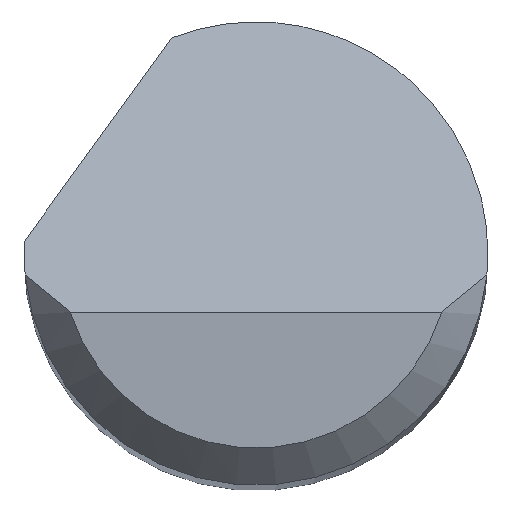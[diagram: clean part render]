
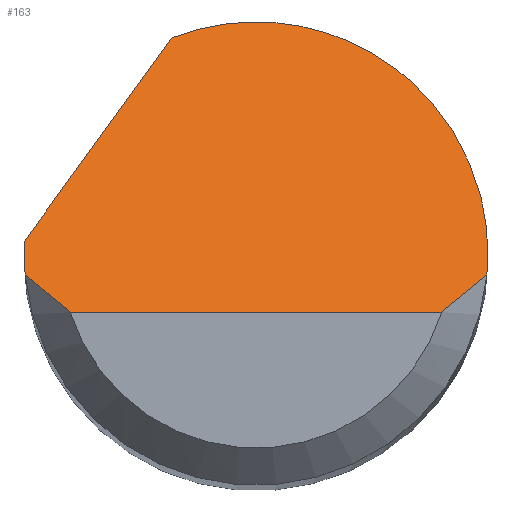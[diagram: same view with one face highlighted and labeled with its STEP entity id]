
A CAD part, top view. The second image highlights one B-rep face of the part: STEP entity #163.
In plain terms, the highlighted planar face has unit normal (0, 0.707, 0.707).
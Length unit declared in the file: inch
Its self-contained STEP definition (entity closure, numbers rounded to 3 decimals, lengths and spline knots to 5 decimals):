
#2 = ORIENTED_EDGE ( 'NONE', *, *, #193, .F. ) ;
#6 = CARTESIAN_POINT ( 'NONE',  ( 0.09375, 0., 1.47625 ) ) ;
#11 = CARTESIAN_POINT ( 'NONE',  ( 0.09361, -0.00584, 1.48209 ) ) ;
#16 = EDGE_CURVE ( 'NONE', #133, #156, #388, .T. ) ;
#29 = CARTESIAN_POINT ( 'NONE',  ( -0.07508, -0.02375, 1.5 ) ) ;
#40 = DIRECTION ( 'NONE',  ( 0., -0.707, -0.707 ) ) ;
#41 = VECTOR ( 'NONE', #507, 39.37008 ) ;
#46 = ORIENTED_EDGE ( 'NONE', *, *, #85, .T. ) ;
#54 = AXIS2_PLACEMENT_3D ( 'NONE', #545, #40, #270 ) ;
#85 = EDGE_CURVE ( 'NONE', #101, #375, #230, .T. ) ;
#95 = PLANE ( 'NONE',  #54 ) ;
#96 = EDGE_CURVE ( 'NONE', #375, #605, #151, .T. ) ;
#101 = VERTEX_POINT ( 'NONE', #183 ) ;
#120 = CARTESIAN_POINT ( 'NONE',  ( -0.09375, -0.00292, 1.47917 ) ) ;
#124 = CARTESIAN_POINT ( 'NONE',  ( 0.09334, -0.00875, 1.485 ) ) ;
#132 = CARTESIAN_POINT ( 'NONE',  ( -0.09375, 0.00167, 1.47458 ) ) ;
#133 = VERTEX_POINT ( 'NONE', #439 ) ;
#134 = CARTESIAN_POINT ( 'NONE',  ( -0.09375, 0., 1.47625 ) ) ;
#140 = CARTESIAN_POINT ( 'NONE',  ( -0.09334, -0.00875, 1.485 ) ) ;
#142 = B_SPLINE_CURVE_WITH_KNOTS ( 'NONE', 3,
 ( #140, #200, #705, #29 ),
 .UNSPECIFIED., .F., .F.,
 ( 4, 4 ),
 ( 0., 0.00071 ),
 .UNSPECIFIED. ) ;
#145 = CARTESIAN_POINT ( 'NONE',  ( 0.07508, -0.02375, 1.5 ) ) ;
#151 = B_SPLINE_CURVE_WITH_KNOTS ( 'NONE', 3,
 ( #680, #227, #398, #348 ),
 .UNSPECIFIED., .F., .F.,
 ( 4, 4 ),
 ( 0., 0.00071 ),
 .UNSPECIFIED. ) ;
#156 = VERTEX_POINT ( 'NONE', #604 ) ;
#160 =( BOUNDED_CURVE ( )  B_SPLINE_CURVE ( 3, ( #701, #353, #11, #356 ),
 .UNSPECIFIED., .F., .T. ) 
 B_SPLINE_CURVE_WITH_KNOTS ( ( 4, 4 ),
 ( 1.5708, 1.66427 ),
 .UNSPECIFIED. ) 
 CURVE ( )  GEOMETRIC_REPRESENTATION_ITEM ( )  RATIONAL_B_SPLINE_CURVE ( ( 1., 0.999, 0.999, 1. ) ) 
 REPRESENTATION_ITEM ( '' )  );
#163 = ADVANCED_FACE ( 'NONE', ( #262 ), #95, .F. ) ;
#175 = CARTESIAN_POINT ( 'NONE',  ( -0.03394, 0.08739, 1.38886 ) ) ;
#183 = CARTESIAN_POINT ( 'NONE',  ( -0.07508, -0.02375, 1.5 ) ) ;
#188 = CARTESIAN_POINT ( 'NONE',  ( -0.09361, -0.00584, 1.48209 ) ) ;
#193 = EDGE_CURVE ( 'NONE', #156, #671, #259, .T. ) ;
#200 = CARTESIAN_POINT ( 'NONE',  ( -0.08761, -0.01397, 1.49022 ) ) ;
#205 = ORIENTED_EDGE ( 'NONE', *, *, #379, .F. ) ;
#227 = CARTESIAN_POINT ( 'NONE',  ( 0.08157, -0.019, 1.49525 ) ) ;
#230 = LINE ( 'NONE', #458, #617 ) ;
#244 = ORIENTED_EDGE ( 'NONE', *, *, #650, .F. ) ;
#245 = CARTESIAN_POINT ( 'NONE',  ( -0.09371, 0.00333, 1.47292 ) ) ;
#259 =( BOUNDED_CURVE ( )  B_SPLINE_CURVE ( 3, ( #175, #503, #681, #6 ),
 .UNSPECIFIED., .F., .T. ) 
 B_SPLINE_CURVE_WITH_KNOTS ( ( 4, 4 ),
 ( 5.91277, 7.85398 ),
 .UNSPECIFIED. ) 
 CURVE ( )  GEOMETRIC_REPRESENTATION_ITEM ( )  RATIONAL_B_SPLINE_CURVE ( ( 1., 0.71, 0.71, 1. ) ) 
 REPRESENTATION_ITEM ( '' )  );
#262 = FACE_OUTER_BOUND ( 'NONE', #622, .T. ) ;
#270 = DIRECTION ( 'NONE',  ( 0., 0.707, -0.707 ) ) ;
#345 = VERTEX_POINT ( 'NONE', #579 ) ;
#348 = CARTESIAN_POINT ( 'NONE',  ( 0.09334, -0.00875, 1.485 ) ) ;
#353 = CARTESIAN_POINT ( 'NONE',  ( 0.09375, -0.00292, 1.47917 ) ) ;
#356 = CARTESIAN_POINT ( 'NONE',  ( 0.09334, -0.00875, 1.485 ) ) ;
#375 = VERTEX_POINT ( 'NONE', #145 ) ;
#377 = ORIENTED_EDGE ( 'NONE', *, *, #16, .F. ) ;
#379 = EDGE_CURVE ( 'NONE', #671, #605, #160, .T. ) ;
#388 = LINE ( 'NONE', #511, #41 ) ;
#398 = CARTESIAN_POINT ( 'NONE',  ( 0.08761, -0.01397, 1.49022 ) ) ;
#406 = ORIENTED_EDGE ( 'NONE', *, *, #96, .T. ) ;
#407 = CARTESIAN_POINT ( 'NONE',  ( -0.09334, -0.00875, 1.485 ) ) ;
#410 = ORIENTED_EDGE ( 'NONE', *, *, #431, .T. ) ;
#431 = EDGE_CURVE ( 'NONE', #345, #101, #142, .T. ) ;
#439 = CARTESIAN_POINT ( 'NONE',  ( -0.09362, 0.005, 1.47125 ) ) ;
#458 = CARTESIAN_POINT ( 'NONE',  ( 0., -0.02375, 1.5 ) ) ;
#460 = CARTESIAN_POINT ( 'NONE',  ( -0.09375, 0., 1.47625 ) ) ;
#462 =( BOUNDED_CURVE ( )  B_SPLINE_CURVE ( 3, ( #636, #132, #245, #471 ),
 .UNSPECIFIED., .F., .T. ) 
 B_SPLINE_CURVE_WITH_KNOTS ( ( 4, 4 ),
 ( 4.71239, 4.76575 ),
 .UNSPECIFIED. ) 
 CURVE ( )  GEOMETRIC_REPRESENTATION_ITEM ( )  RATIONAL_B_SPLINE_CURVE ( ( 1., 1., 1., 1. ) ) 
 REPRESENTATION_ITEM ( '' )  );
#471 = CARTESIAN_POINT ( 'NONE',  ( -0.09362, 0.005, 1.47125 ) ) ;
#503 = CARTESIAN_POINT ( 'NONE',  ( 0.03379, 0.11369, 1.36256 ) ) ;
#507 = DIRECTION ( 'NONE',  ( 0.456, 0.629, -0.629 ) ) ;
#511 = CARTESIAN_POINT ( 'NONE',  ( -0.11014, -0.01781, 1.49406 ) ) ;
#528 = CARTESIAN_POINT ( 'NONE',  ( 0.09375, 0., 1.47625 ) ) ;
#545 = CARTESIAN_POINT ( 'NONE',  ( -0.09375, -0.02375, 1.5 ) ) ;
#579 = CARTESIAN_POINT ( 'NONE',  ( -0.09334, -0.00875, 1.485 ) ) ;
#604 = CARTESIAN_POINT ( 'NONE',  ( -0.03394, 0.08739, 1.38886 ) ) ;
#605 = VERTEX_POINT ( 'NONE', #124 ) ;
#617 = VECTOR ( 'NONE', #674, 39.37008 ) ;
#622 = EDGE_LOOP ( 'NONE', ( #46, #406, #205, #2, #377, #658, #244, #410 ) ) ;
#636 = CARTESIAN_POINT ( 'NONE',  ( -0.09375, 0., 1.47625 ) ) ;
#650 = EDGE_CURVE ( 'NONE', #345, #710, #664, .T. ) ;
#658 = ORIENTED_EDGE ( 'NONE', *, *, #699, .F. ) ;
#664 =( BOUNDED_CURVE ( )  B_SPLINE_CURVE ( 3, ( #407, #188, #120, #460 ),
 .UNSPECIFIED., .F., .T. ) 
 B_SPLINE_CURVE_WITH_KNOTS ( ( 4, 4 ),
 ( 4.61892, 4.71239 ),
 .UNSPECIFIED. ) 
 CURVE ( )  GEOMETRIC_REPRESENTATION_ITEM ( )  RATIONAL_B_SPLINE_CURVE ( ( 1., 0.999, 0.999, 1. ) ) 
 REPRESENTATION_ITEM ( '' )  );
#671 = VERTEX_POINT ( 'NONE', #528 ) ;
#674 = DIRECTION ( 'NONE',  ( 1., 0., 0. ) ) ;
#680 = CARTESIAN_POINT ( 'NONE',  ( 0.07508, -0.02375, 1.5 ) ) ;
#681 = CARTESIAN_POINT ( 'NONE',  ( 0.09375, 0.07266, 1.40359 ) ) ;
#699 = EDGE_CURVE ( 'NONE', #710, #133, #462, .T. ) ;
#701 = CARTESIAN_POINT ( 'NONE',  ( 0.09375, 0., 1.47625 ) ) ;
#705 = CARTESIAN_POINT ( 'NONE',  ( -0.08157, -0.019, 1.49525 ) ) ;
#710 = VERTEX_POINT ( 'NONE', #134 ) ;
